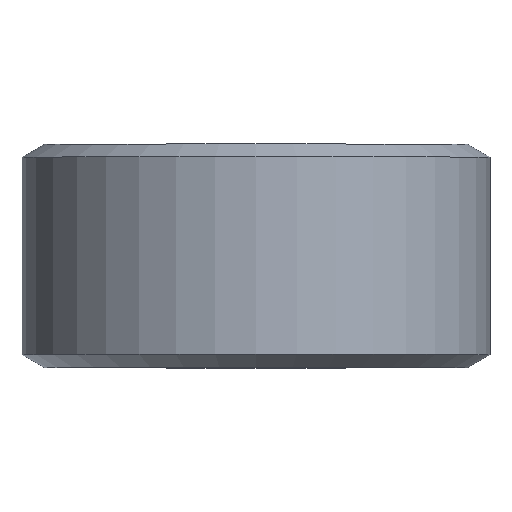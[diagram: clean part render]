
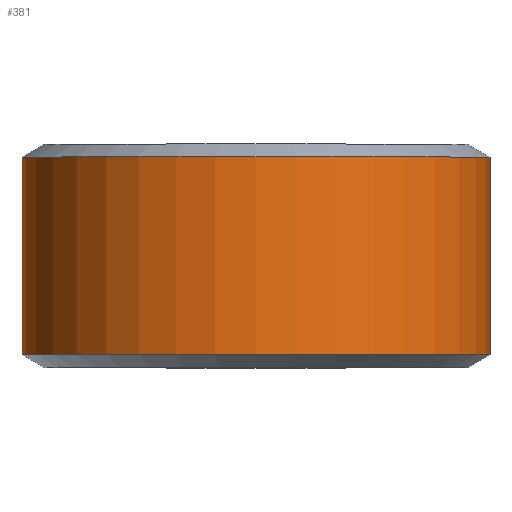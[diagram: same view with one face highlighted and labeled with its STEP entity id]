
A CAD part, top view. The second image highlights one B-rep face of the part: STEP entity #381.
In plain terms, the highlighted cylindrical face has radius 20.955 mm (diameter 41.91 mm), a full revolution.
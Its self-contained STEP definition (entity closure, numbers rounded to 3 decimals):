
#86=ORIENTED_EDGE('',*,*,#180,.T.);
#87=ORIENTED_EDGE('',*,*,#181,.T.);
#180=EDGE_CURVE('',#229,#229,#266,.T.);
#181=EDGE_CURVE('',#230,#230,#267,.F.);
#229=VERTEX_POINT('',#773);
#230=VERTEX_POINT('',#775);
#266=CIRCLE('',#588,20.955);
#267=CIRCLE('',#589,20.955);
#295=EDGE_LOOP('',(#86));
#296=EDGE_LOOP('',(#87));
#335=FACE_BOUND('',#295,.T.);
#336=FACE_BOUND('',#296,.T.);
#369=CYLINDRICAL_SURFACE('',#587,20.955);
#381=ADVANCED_FACE('',(#335,#336),#369,.T.);
#587=AXIS2_PLACEMENT_3D('',#771,#654,#655);
#588=AXIS2_PLACEMENT_3D('',#772,#656,#657);
#589=AXIS2_PLACEMENT_3D('',#774,#658,#659);
#654=DIRECTION('',(0.,-1.,0.));
#655=DIRECTION('',(0.,0.,-1.));
#656=DIRECTION('',(0.,1.,0.));
#657=DIRECTION('',(0.,0.,1.));
#658=DIRECTION('',(0.,1.,0.));
#659=DIRECTION('',(0.,0.,1.));
#771=CARTESIAN_POINT('',(0.,20.,0.));
#772=CARTESIAN_POINT('',(0.,1.155,0.));
#773=CARTESIAN_POINT('',(0.,1.155,20.955));
#774=CARTESIAN_POINT('',(0.,18.845,0.));
#775=CARTESIAN_POINT('',(0.,18.845,20.955));
